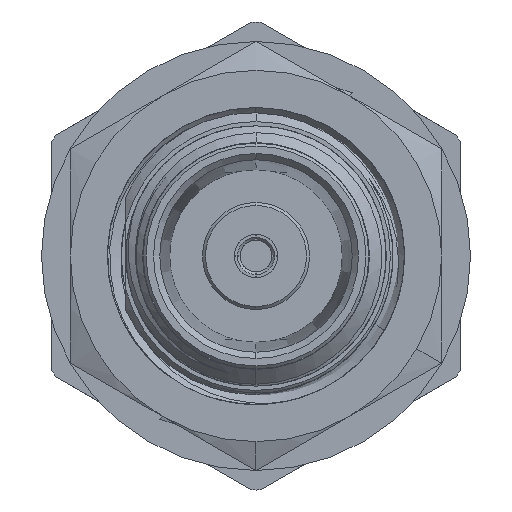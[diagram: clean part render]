
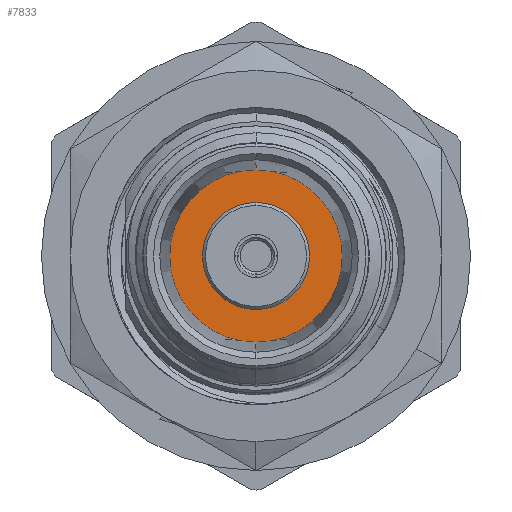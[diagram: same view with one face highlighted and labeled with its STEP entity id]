
A CAD part, left-side view. The second image highlights one B-rep face of the part: STEP entity #7833.
In plain terms, the highlighted planar face has unit normal (-1, 0, 0).
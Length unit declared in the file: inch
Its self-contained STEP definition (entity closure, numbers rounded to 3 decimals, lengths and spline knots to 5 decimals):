
#236 = VERTEX_POINT ( 'NONE', #10214 ) ;
#243 = VERTEX_POINT ( 'NONE', #17407 ) ;
#580 = DIRECTION ( 'NONE',  ( 0., 0., 1. ) ) ;
#715 = CARTESIAN_POINT ( 'NONE',  ( 0.33, 0., 0.09 ) ) ;
#1335 = DIRECTION ( 'NONE',  ( -1., 0., 0. ) ) ;
#1501 = EDGE_LOOP ( 'NONE', ( #11726, #7849 ) ) ;
#2079 = AXIS2_PLACEMENT_3D ( 'NONE', #4185, #13892, #13987 ) ;
#2277 = CARTESIAN_POINT ( 'NONE',  ( 0.33, 0., 0. ) ) ;
#2741 = AXIS2_PLACEMENT_3D ( 'NONE', #17987, #9599, #5343 ) ;
#2981 = AXIS2_PLACEMENT_3D ( 'NONE', #2277, #7925, #13547 ) ;
#3255 = FACE_OUTER_BOUND ( 'NONE', #1501, .T. ) ;
#3318 = AXIS2_PLACEMENT_3D ( 'NONE', #4659, #8749, #580 ) ;
#4185 = CARTESIAN_POINT ( 'NONE',  ( 0.33, 0., 0. ) ) ;
#4294 = CARTESIAN_POINT ( 'NONE',  ( 0.33, 0., 0. ) ) ;
#4659 = CARTESIAN_POINT ( 'NONE',  ( 0.33, 0., 0. ) ) ;
#5343 = DIRECTION ( 'NONE',  ( 0., 0., 1. ) ) ;
#5557 = ORIENTED_EDGE ( 'NONE', *, *, #15226, .T. ) ;
#5630 = VERTEX_POINT ( 'NONE', #13644 ) ;
#5636 = EDGE_CURVE ( 'NONE', #7256, #236, #11539, .T. ) ;
#7256 = VERTEX_POINT ( 'NONE', #715 ) ;
#7411 = EDGE_CURVE ( 'NONE', #243, #5630, #13054, .T. ) ;
#7833 = ADVANCED_FACE ( 'NONE', ( #3255, #16007 ), #13156, .T. ) ;
#7849 = ORIENTED_EDGE ( 'NONE', *, *, #13772, .T. ) ;
#7925 = DIRECTION ( 'NONE',  ( 1., 0., 0. ) ) ;
#8749 = DIRECTION ( 'NONE',  ( -1., 0., 0. ) ) ;
#9479 = CIRCLE ( 'NONE', #2079, 0.09 ) ;
#9599 = DIRECTION ( 'NONE',  ( -1., 0., 0. ) ) ;
#10214 = CARTESIAN_POINT ( 'NONE',  ( 0.33, 0., -0.09 ) ) ;
#11411 = DIRECTION ( 'NONE',  ( 0., 0., 1. ) ) ;
#11498 = ORIENTED_EDGE ( 'NONE', *, *, #5636, .T. ) ;
#11539 = CIRCLE ( 'NONE', #2981, 0.09 ) ;
#11675 = EDGE_LOOP ( 'NONE', ( #11498, #5557 ) ) ;
#11726 = ORIENTED_EDGE ( 'NONE', *, *, #7411, .T. ) ;
#13054 = CIRCLE ( 'NONE', #2741, 0.14521 ) ;
#13156 = PLANE ( 'NONE',  #3318 ) ;
#13547 = DIRECTION ( 'NONE',  ( 0., 0., -1. ) ) ;
#13644 = CARTESIAN_POINT ( 'NONE',  ( 0.33, 0., -0.14521 ) ) ;
#13772 = EDGE_CURVE ( 'NONE', #5630, #243, #16592, .T. ) ;
#13892 = DIRECTION ( 'NONE',  ( 1., 0., 0. ) ) ;
#13987 = DIRECTION ( 'NONE',  ( 0., 0., -1. ) ) ;
#15132 = AXIS2_PLACEMENT_3D ( 'NONE', #4294, #1335, #11411 ) ;
#15226 = EDGE_CURVE ( 'NONE', #236, #7256, #9479, .T. ) ;
#16007 = FACE_BOUND ( 'NONE', #11675, .T. ) ;
#16592 = CIRCLE ( 'NONE', #15132, 0.14521 ) ;
#17407 = CARTESIAN_POINT ( 'NONE',  ( 0.33, 0., 0.14521 ) ) ;
#17987 = CARTESIAN_POINT ( 'NONE',  ( 0.33, 0., 0. ) ) ;
